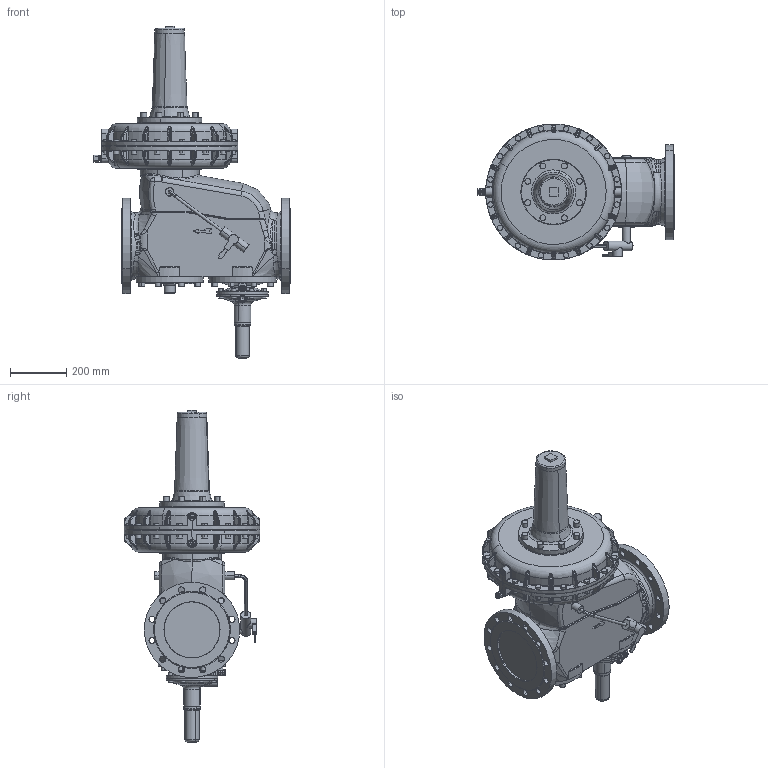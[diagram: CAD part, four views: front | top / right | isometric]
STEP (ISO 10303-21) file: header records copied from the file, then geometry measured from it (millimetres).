
FILE_DESCRIPTION(('CATIA V5 STEP Exchange'),'2;1');
FILE_NAME('RS250-DN200-485-links-PN16.stp','2016-07-28T08:24:53+00:00',('none'),('none'),'CATIA Version 5 Release 19 SP 9 (IN-10)','CATIA V5 STEP AP203','none');
FILE_SCHEMA(('CONFIG_CONTROL_DESIGN'));
Products named in the file (1): RS250-DN200-485-links-PN16
Bounding box: 700.3 x 485 x 1184.5 mm (x, y, z)
Volume: 78658194.6 mm3; surface area: 1906499.2 mm2
Topology: 1 solids, 29 shells, 2480 faces, 6051 edges, 3512 vertices
Faces by surface type: cylinder 883, bspline 542, torus 488, plane 408, cone 128, sphere 30, revolution 1
Entity records: 134544 total; most frequent: CARTESIAN_POINT 86031, ORIENTED_EDGE 11688, DIRECTION 6624, EDGE_CURVE 5844, AXIS2_PLACEMENT_3D 3669, VERTEX_POINT 3512, EDGE_LOOP 2624, ADVANCED_FACE 2480
